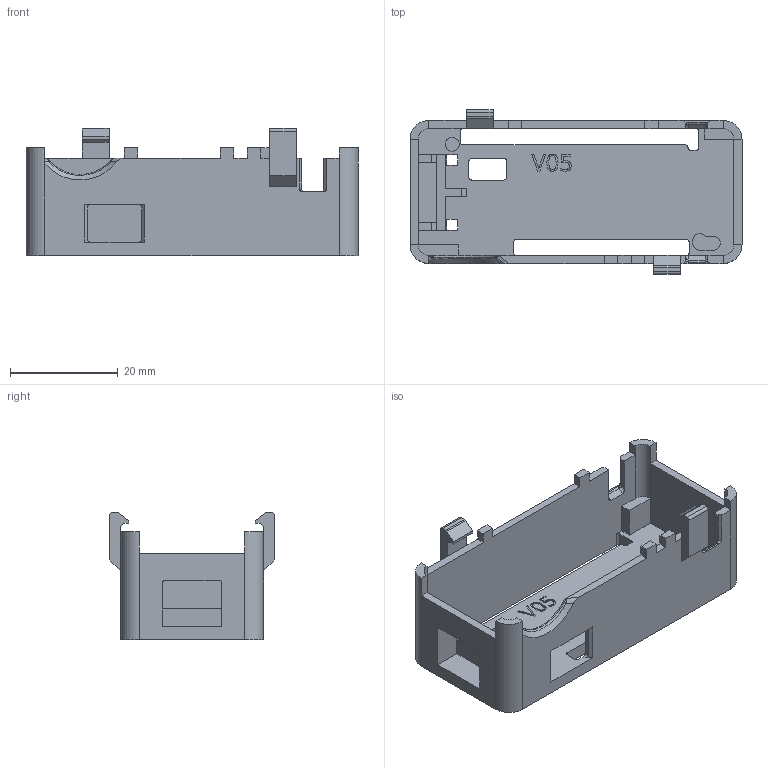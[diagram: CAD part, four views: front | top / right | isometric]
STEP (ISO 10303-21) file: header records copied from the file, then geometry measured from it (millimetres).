
FILE_DESCRIPTION(/* description */ ('STEP AP242','CAx-IF Rec.Pracs.---Representation and Presentation of Product Manufacturing Information (PMI)---4.0---2014-10-13','CAx-IF Rec.Pracs.---3D Tessellated Geometry---0.4---2014-09-14','2;1'),/* implementation_level */ '2;1');
FILE_NAME(/* name */ '670dc6ee1e5dea1150ab4108',/* time_stamp */ '2024-10-15T01:35:42Z',/* author */ (''),/* organization */ (''),/* preprocessor_version */ 'ST-DEVELOPER v20',/* originating_system */ ' ',/* authorisation */ ' ');
FILE_SCHEMA (('AP242_MANAGED_MODEL_BASED_3D_ENGINEERING_MIM_LF { 1 0 10303 442 1 1 4 }'));
Length unit declared in the file: metre
Products named in the file (1): Swiss Army Case V05
Bounding box: 61.5 x 30.5 x 23.55 mm (x, y, z)
Volume: 7228.8 mm3; surface area: 9140 mm2
Topology: 1 solids, 1 shells, 397 faces, 1081 edges, 709 vertices
Faces by surface type: plane 261, cylinder 95, bspline 35, torus 5, cone 1
Full cylindrical faces by diameter (mm): 1.256 x2, 2.591 x2, 2.6 x1, 3.791 x2
Entity records: 12652 total; most frequent: CARTESIAN_POINT 2692, ORIENTED_EDGE 2140, DIRECTION 1917, EDGE_CURVE 1070, LINE 795, VECTOR 795, VERTEX_POINT 707, AXIS2_PLACEMENT_3D 561
